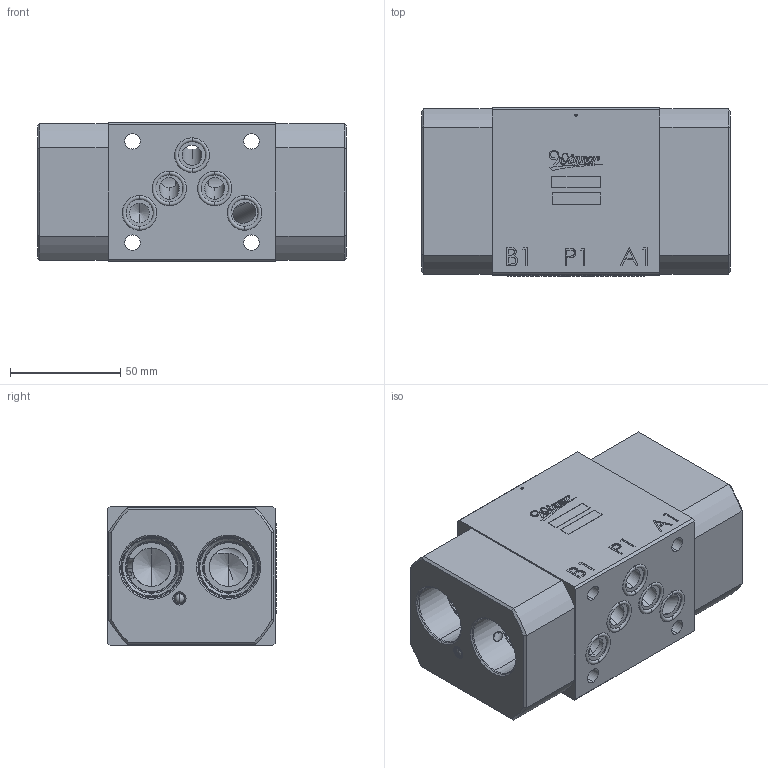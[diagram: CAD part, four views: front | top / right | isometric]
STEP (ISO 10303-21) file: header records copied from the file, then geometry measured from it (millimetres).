
FILE_DESCRIPTION (( 'STEP AP203' ), '1' );
FILE_NAME ('MH05CDC-2A3-2A3-2A3-Z05.STEP', '2025-01-10T02:29:38', ( 'user' ), ( '' ), 'SwSTEP 2.0', 'SolidWorks 2018', '' );
FILE_SCHEMA (( 'CONFIG_CONTROL_DESIGN' ));
Length unit declared in the file: millimetre
Products named in the file (4): 5DBL05Z001_組合用; MH05CDC-2A3-2A3-2A3-Z05; 4KAA014AA001_組合用; 6EC05060CDCXXN001
Assembly tree (8 placements, depth 2):
  MH05CDC-2A3-2A3-2A3-Z05
    4KAA014AA001_組合用  x5
    5DBL05Z001_組合用  x2
    6EC05060CDCXXN001
Bounding box: 140.2 x 76.38 x 63 mm (x, y, z)
Volume: 495850.1 mm3; surface area: 84768.1 mm2
Topology: 10 solids, 10 shells, 649 faces, 1670 edges, 1048 vertices
Faces by surface type: cylinder 296, plane 170, cone 128, torus 36, bspline 15, sphere 4
Entity records: 21199 total; most frequent: CARTESIAN_POINT 6106, DIRECTION 3087, ORIENTED_EDGE 3048, EDGE_CURVE 1524, AXIS2_PLACEMENT_3D 1184, VERTEX_POINT 976, VECTOR 719, LINE 719
